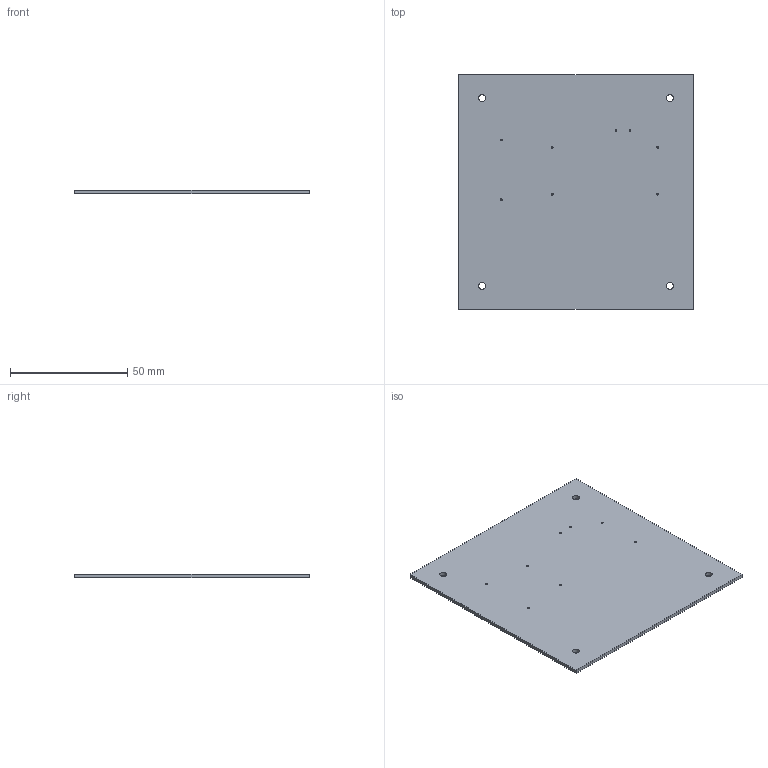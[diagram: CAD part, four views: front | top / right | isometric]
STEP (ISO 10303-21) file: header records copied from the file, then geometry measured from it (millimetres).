
FILE_DESCRIPTION(('KiCad electronic assembly'),'2;1');
FILE_NAME('6_7_3.step','2022-10-07T15:32:23',('Pcbnew'),('Kicad'), 'Open CASCADE STEP processor 7.6','KiCad to STEP converter','Unknown' );
FILE_SCHEMA(('AUTOMOTIVE_DESIGN { 1 0 10303 214 1 1 1 1 }'));
Length unit declared in the file: millimetre
Products named in the file (2): 6_7_3 1; 6_7_3 PCB
Assembly tree (1 placements, depth 2):
  6_7_3 1
    6_7_3 PCB
Bounding box: 100 x 100 x 1.6 mm (x, y, z)
Volume: 15948.9 mm3; surface area: 20667.1 mm2
Topology: 1 solids, 1 shells, 18 faces, 48 edges, 32 vertices
Faces by surface type: cylinder 12, plane 6
Full cylindrical faces by diameter (mm): 0.762 x8, 3 x4
Entity records: 1367 total; most frequent: CARTESIAN_POINT 340, DIRECTION 184, ORIENTED_EDGE 96, LINE 96, VECTOR 96, PCURVE 96, DEFINITIONAL_REPRESENTATION 96, EDGE_CURVE 48
